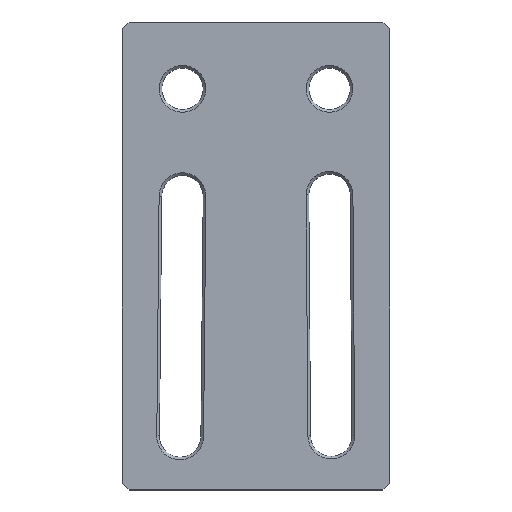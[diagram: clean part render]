
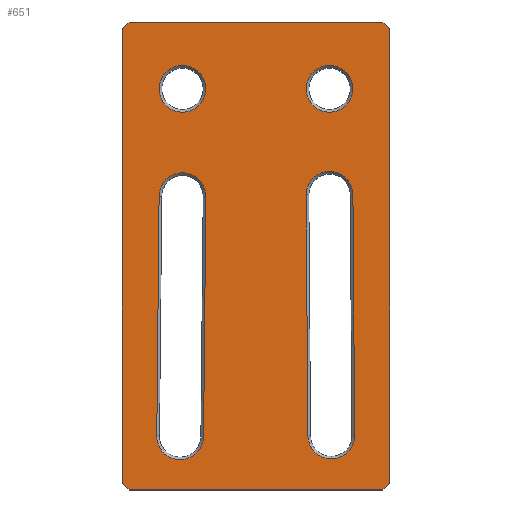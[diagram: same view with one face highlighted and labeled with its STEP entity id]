
A CAD part, top view. The second image highlights one B-rep face of the part: STEP entity #651.
In plain terms, the highlighted planar face has unit normal (0, 0, 1).
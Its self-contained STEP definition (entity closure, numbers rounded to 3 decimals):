
#44=FACE_BOUND('',#122,.T.);
#45=FACE_BOUND('',#123,.T.);
#46=FACE_BOUND('',#124,.T.);
#47=FACE_BOUND('',#125,.T.);
#54=CIRCLE('',#712,1.75);
#55=CIRCLE('',#713,1.75);
#56=CIRCLE('',#714,1.75);
#57=CIRCLE('',#715,1.75);
#58=CIRCLE('',#716,1.75);
#59=CIRCLE('',#717,1.75);
#77=FACE_OUTER_BOUND('',#121,.T.);
#121=EDGE_LOOP('',(#470,#471,#472,#473,#474,#475,#476,#477));
#122=EDGE_LOOP('',(#478,#479,#480,#481));
#123=EDGE_LOOP('',(#482,#483,#484,#485));
#124=EDGE_LOOP('',(#486));
#125=EDGE_LOOP('',(#487));
#160=LINE('',#961,#223);
#175=LINE('',#1003,#238);
#177=LINE('',#1007,#240);
#179=LINE('',#1012,#242);
#182=LINE('',#1016,#245);
#183=LINE('',#1018,#246);
#184=LINE('',#1020,#247);
#185=LINE('',#1021,#248);
#186=LINE('',#1026,#249);
#187=LINE('',#1029,#250);
#188=LINE('',#1032,#251);
#189=LINE('',#1036,#252);
#223=VECTOR('',#768,10.);
#238=VECTOR('',#799,10.);
#240=VECTOR('',#803,10.);
#242=VECTOR('',#807,10.);
#245=VECTOR('',#812,10.);
#246=VECTOR('',#813,10.);
#247=VECTOR('',#814,10.);
#248=VECTOR('',#815,10.);
#249=VECTOR('',#818,10.);
#250=VECTOR('',#821,10.);
#251=VECTOR('',#822,10.);
#252=VECTOR('',#825,10.);
#286=VERTEX_POINT('',#959);
#287=VERTEX_POINT('',#960);
#306=VERTEX_POINT('',#1002);
#307=VERTEX_POINT('',#1006);
#308=VERTEX_POINT('',#1010);
#309=VERTEX_POINT('',#1011);
#310=VERTEX_POINT('',#1017);
#311=VERTEX_POINT('',#1019);
#312=VERTEX_POINT('',#1022);
#313=VERTEX_POINT('',#1023);
#314=VERTEX_POINT('',#1025);
#315=VERTEX_POINT('',#1027);
#316=VERTEX_POINT('',#1030);
#317=VERTEX_POINT('',#1031);
#318=VERTEX_POINT('',#1033);
#319=VERTEX_POINT('',#1035);
#320=VERTEX_POINT('',#1038);
#321=VERTEX_POINT('',#1040);
#342=EDGE_CURVE('',#286,#287,#160,.T.);
#363=EDGE_CURVE('',#306,#287,#175,.T.);
#365=EDGE_CURVE('',#306,#307,#177,.T.);
#367=EDGE_CURVE('',#308,#309,#179,.T.);
#370=EDGE_CURVE('',#286,#309,#182,.T.);
#371=EDGE_CURVE('',#308,#310,#183,.T.);
#372=EDGE_CURVE('',#311,#310,#184,.T.);
#373=EDGE_CURVE('',#311,#307,#185,.T.);
#374=EDGE_CURVE('',#312,#313,#54,.T.);
#375=EDGE_CURVE('',#314,#312,#186,.T.);
#376=EDGE_CURVE('',#315,#314,#55,.T.);
#377=EDGE_CURVE('',#313,#315,#187,.T.);
#378=EDGE_CURVE('',#316,#317,#188,.T.);
#379=EDGE_CURVE('',#318,#316,#56,.T.);
#380=EDGE_CURVE('',#319,#318,#189,.T.);
#381=EDGE_CURVE('',#317,#319,#57,.T.);
#382=EDGE_CURVE('',#320,#320,#58,.T.);
#383=EDGE_CURVE('',#321,#321,#59,.T.);
#470=ORIENTED_EDGE('',*,*,#342,.F.);
#471=ORIENTED_EDGE('',*,*,#370,.T.);
#472=ORIENTED_EDGE('',*,*,#367,.F.);
#473=ORIENTED_EDGE('',*,*,#371,.T.);
#474=ORIENTED_EDGE('',*,*,#372,.F.);
#475=ORIENTED_EDGE('',*,*,#373,.T.);
#476=ORIENTED_EDGE('',*,*,#365,.F.);
#477=ORIENTED_EDGE('',*,*,#363,.T.);
#478=ORIENTED_EDGE('',*,*,#374,.F.);
#479=ORIENTED_EDGE('',*,*,#375,.F.);
#480=ORIENTED_EDGE('',*,*,#376,.F.);
#481=ORIENTED_EDGE('',*,*,#377,.F.);
#482=ORIENTED_EDGE('',*,*,#378,.F.);
#483=ORIENTED_EDGE('',*,*,#379,.F.);
#484=ORIENTED_EDGE('',*,*,#380,.F.);
#485=ORIENTED_EDGE('',*,*,#381,.F.);
#486=ORIENTED_EDGE('',*,*,#382,.F.);
#487=ORIENTED_EDGE('',*,*,#383,.F.);
#629=PLANE('',#711);
#651=ADVANCED_FACE('',(#77,#44,#45,#46,#47),#629,.T.);
#711=AXIS2_PLACEMENT_3D('',#1015,#810,#811);
#712=AXIS2_PLACEMENT_3D('',#1024,#816,#817);
#713=AXIS2_PLACEMENT_3D('',#1028,#819,#820);
#714=AXIS2_PLACEMENT_3D('',#1034,#823,#824);
#715=AXIS2_PLACEMENT_3D('',#1037,#826,#827);
#716=AXIS2_PLACEMENT_3D('',#1039,#828,#829);
#717=AXIS2_PLACEMENT_3D('',#1041,#830,#831);
#768=DIRECTION('',(-0.707,-0.707,0.));
#799=DIRECTION('',(1.,0.,0.));
#803=DIRECTION('',(-0.707,0.707,0.));
#807=DIRECTION('',(0.707,-0.707,0.));
#810=DIRECTION('center_axis',(0.,0.,1.));
#811=DIRECTION('ref_axis',(1.,0.,0.));
#812=DIRECTION('',(0.,1.,0.));
#813=DIRECTION('',(-1.,0.,0.));
#814=DIRECTION('',(0.707,0.707,0.));
#815=DIRECTION('',(0.,-1.,0.));
#816=DIRECTION('center_axis',(0.,0.,1.));
#817=DIRECTION('ref_axis',(-1.,-0.011,0.));
#818=DIRECTION('',(0.007,-1.,0.));
#819=DIRECTION('center_axis',(0.,0.,1.));
#820=DIRECTION('ref_axis',(1.,0.004,0.));
#821=DIRECTION('',(-0.007,1.,0.));
#822=DIRECTION('',(-0.01,-1.,0.));
#823=DIRECTION('center_axis',(0.,0.,1.));
#824=DIRECTION('ref_axis',(-1.,0.,0.));
#825=DIRECTION('',(0.01,1.,0.));
#826=DIRECTION('center_axis',(0.,0.,1.));
#827=DIRECTION('ref_axis',(-1.,0.02,0.));
#828=DIRECTION('center_axis',(0.,0.,1.));
#829=DIRECTION('ref_axis',(1.,0.,0.));
#830=DIRECTION('center_axis',(0.,0.,1.));
#831=DIRECTION('ref_axis',(1.,0.,0.));
#959=CARTESIAN_POINT('',(20.,-24.5,5.));
#960=CARTESIAN_POINT('',(19.5,-25.,5.));
#961=CARTESIAN_POINT('',(21.625,-22.875,5.));
#1002=CARTESIAN_POINT('',(0.5,-25.,5.));
#1003=CARTESIAN_POINT('',(20.,-25.,5.));
#1006=CARTESIAN_POINT('',(0.,-24.5,5.));
#1007=CARTESIAN_POINT('',(-1.625,-22.875,5.));
#1010=CARTESIAN_POINT('',(19.5,10.,5.));
#1011=CARTESIAN_POINT('',(20.,9.5,5.));
#1012=CARTESIAN_POINT('',(21.625,7.875,5.));
#1015=CARTESIAN_POINT('Origin',(10.,-7.5,5.));
#1016=CARTESIAN_POINT('',(20.,0.,5.));
#1017=CARTESIAN_POINT('',(0.5,10.,5.));
#1018=CARTESIAN_POINT('',(20.,10.,5.));
#1019=CARTESIAN_POINT('',(0.,9.5,5.));
#1020=CARTESIAN_POINT('',(-1.625,7.875,5.));
#1021=CARTESIAN_POINT('',(0.,10.,5.));
#1022=CARTESIAN_POINT('',(13.88,-20.956,5.));
#1023=CARTESIAN_POINT('',(17.38,-20.918,5.));
#1024=CARTESIAN_POINT('Origin',(15.63,-20.937,5.));
#1025=CARTESIAN_POINT('',(13.75,-2.931,5.));
#1026=CARTESIAN_POINT('',(13.831,-14.214,5.));
#1027=CARTESIAN_POINT('',(17.25,-2.919,5.));
#1028=CARTESIAN_POINT('Origin',(15.5,-2.926,5.));
#1029=CARTESIAN_POINT('',(17.266,-5.183,5.));
#1030=CARTESIAN_POINT('',(2.75,-3.033,5.));
#1031=CARTESIAN_POINT('',(2.578,-20.967,5.));
#1032=CARTESIAN_POINT('',(2.643,-14.199,5.));
#1033=CARTESIAN_POINT('',(6.25,-3.033,5.));
#1034=CARTESIAN_POINT('Origin',(4.5,-3.031,5.));
#1035=CARTESIAN_POINT('',(6.077,-21.034,5.));
#1036=CARTESIAN_POINT('',(6.229,-5.249,5.));
#1037=CARTESIAN_POINT('Origin',(4.328,-21.,5.));
#1038=CARTESIAN_POINT('',(2.75,5.,5.));
#1039=CARTESIAN_POINT('Origin',(4.5,5.,5.));
#1040=CARTESIAN_POINT('',(13.75,5.,5.));
#1041=CARTESIAN_POINT('Origin',(15.5,5.,5.));
